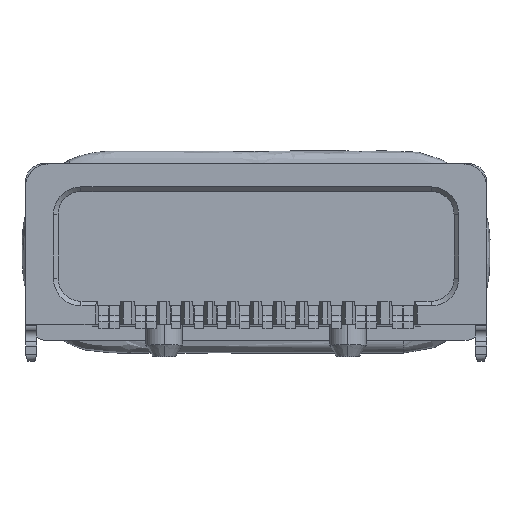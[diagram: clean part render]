
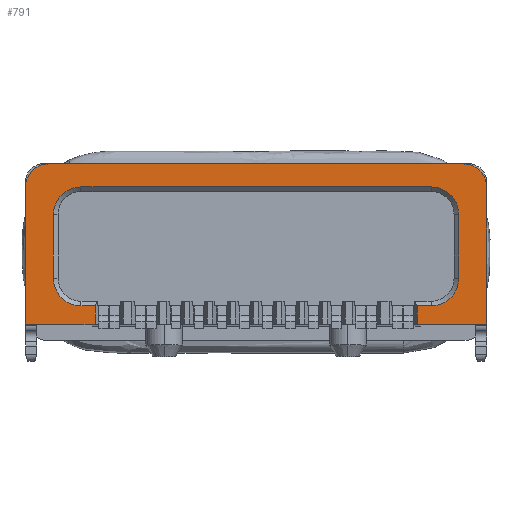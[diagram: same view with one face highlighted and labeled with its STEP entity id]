
A CAD part, top view. The second image highlights one B-rep face of the part: STEP entity #791.
In plain terms, the highlighted planar face has unit normal (0, 0, 1).
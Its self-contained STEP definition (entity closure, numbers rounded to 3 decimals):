
#338=CIRCLE('',#13267,0.6);
#339=CIRCLE('',#13268,0.5);
#340=CIRCLE('',#13269,0.5);
#341=CIRCLE('',#13270,0.6);
#342=CIRCLE('',#13271,0.6);
#343=CIRCLE('',#13272,0.6);
#791=ADVANCED_FACE('',(#1980),#1478,.F.);
#1478=PLANE('',#13273);
#1980=FACE_OUTER_BOUND('',#2659,.T.);
#2659=EDGE_LOOP('',(#3668,#3669,#3670,#3671,#3672,#3673,#3674,#3675,#3676,
#3677,#3678,#3679,#3680,#3681,#3682,#3683,#3684,#3685));
#3668=ORIENTED_EDGE('',*,*,#8705,.T.);
#3669=ORIENTED_EDGE('',*,*,#8706,.T.);
#3670=ORIENTED_EDGE('',*,*,#8707,.T.);
#3671=ORIENTED_EDGE('',*,*,#8644,.F.);
#3672=ORIENTED_EDGE('',*,*,#8708,.T.);
#3673=ORIENTED_EDGE('',*,*,#8709,.T.);
#3674=ORIENTED_EDGE('',*,*,#8703,.F.);
#3675=ORIENTED_EDGE('',*,*,#8710,.T.);
#3676=ORIENTED_EDGE('',*,*,#8711,.F.);
#3677=ORIENTED_EDGE('',*,*,#8630,.F.);
#3678=ORIENTED_EDGE('',*,*,#8712,.T.);
#3679=ORIENTED_EDGE('',*,*,#8713,.T.);
#3680=ORIENTED_EDGE('',*,*,#8714,.T.);
#3681=ORIENTED_EDGE('',*,*,#8715,.T.);
#3682=ORIENTED_EDGE('',*,*,#8716,.T.);
#3683=ORIENTED_EDGE('',*,*,#8717,.T.);
#3684=ORIENTED_EDGE('',*,*,#8718,.T.);
#3685=ORIENTED_EDGE('',*,*,#8719,.T.);
#7382=VERTEX_POINT('',#18141);
#7383=VERTEX_POINT('',#18143);
#7392=VERTEX_POINT('',#18165);
#7393=VERTEX_POINT('',#18167);
#7424=VERTEX_POINT('',#18272);
#7425=VERTEX_POINT('',#18274);
#7426=VERTEX_POINT('',#18278);
#7427=VERTEX_POINT('',#18279);
#7428=VERTEX_POINT('',#18281);
#7429=VERTEX_POINT('',#18284);
#7430=VERTEX_POINT('',#18287);
#7431=VERTEX_POINT('',#18290);
#7432=VERTEX_POINT('',#18292);
#7433=VERTEX_POINT('',#18294);
#7434=VERTEX_POINT('',#18296);
#7435=VERTEX_POINT('',#18298);
#7436=VERTEX_POINT('',#18300);
#7437=VERTEX_POINT('',#18302);
#8630=EDGE_CURVE('',#7382,#7383,#10521,.T.);
#8644=EDGE_CURVE('',#7392,#7393,#10535,.T.);
#8703=EDGE_CURVE('',#7424,#7425,#10582,.T.);
#8705=EDGE_CURVE('',#7426,#7427,#338,.T.);
#8706=EDGE_CURVE('',#7427,#7428,#10584,.T.);
#8707=EDGE_CURVE('',#7428,#7393,#10585,.T.);
#8708=EDGE_CURVE('',#7392,#7429,#10586,.T.);
#8709=EDGE_CURVE('',#7429,#7425,#339,.T.);
#8710=EDGE_CURVE('',#7424,#7430,#340,.T.);
#8711=EDGE_CURVE('',#7383,#7430,#10587,.T.);
#8712=EDGE_CURVE('',#7382,#7431,#10588,.T.);
#8713=EDGE_CURVE('',#7431,#7432,#10589,.T.);
#8714=EDGE_CURVE('',#7432,#7433,#341,.T.);
#8715=EDGE_CURVE('',#7433,#7434,#10590,.T.);
#8716=EDGE_CURVE('',#7434,#7435,#342,.T.);
#8717=EDGE_CURVE('',#7435,#7436,#10591,.T.);
#8718=EDGE_CURVE('',#7436,#7437,#343,.T.);
#8719=EDGE_CURVE('',#7437,#7426,#10592,.T.);
#10521=LINE('',#18142,#11962);
#10535=LINE('',#18166,#11976);
#10582=LINE('',#18273,#12023);
#10584=LINE('',#18280,#12025);
#10585=LINE('',#18282,#12026);
#10586=LINE('',#18283,#12027);
#10587=LINE('',#18288,#12028);
#10588=LINE('',#18289,#12029);
#10589=LINE('',#18291,#12030);
#10590=LINE('',#18295,#12031);
#10591=LINE('',#18299,#12032);
#10592=LINE('',#18303,#12033);
#11962=VECTOR('',#14496,1.);
#11976=VECTOR('',#14510,1.);
#12023=VECTOR('',#14613,1.);
#12025=VECTOR('',#14619,1.);
#12026=VECTOR('',#14620,1.);
#12027=VECTOR('',#14621,1.);
#12028=VECTOR('',#14626,1.);
#12029=VECTOR('',#14627,1.);
#12030=VECTOR('',#14628,1.);
#12031=VECTOR('',#14631,1.);
#12032=VECTOR('',#14634,1.);
#12033=VECTOR('',#14637,1.);
#13267=AXIS2_PLACEMENT_3D('',#18277,#14617,#14618);
#13268=AXIS2_PLACEMENT_3D('',#18285,#14622,#14623);
#13269=AXIS2_PLACEMENT_3D('',#18286,#14624,#14625);
#13270=AXIS2_PLACEMENT_3D('',#18293,#14629,#14630);
#13271=AXIS2_PLACEMENT_3D('',#18297,#14632,#14633);
#13272=AXIS2_PLACEMENT_3D('',#18301,#14635,#14636);
#13273=AXIS2_PLACEMENT_3D('',#18304,#14638,#14639);
#14496=DIRECTION('',(-1.,0.,0.));
#14510=DIRECTION('',(-1.,0.,0.));
#14613=DIRECTION('',(1.,0.,0.));
#14617=DIRECTION('',(0.,0.,-1.));
#14618=DIRECTION('',(-1.,0.,0.));
#14619=DIRECTION('',(-1.,0.,0.));
#14620=DIRECTION('',(0.,-1.,0.));
#14621=DIRECTION('',(0.,1.,0.));
#14622=DIRECTION('',(0.,0.,1.));
#14623=DIRECTION('',(-1.,0.,0.));
#14624=DIRECTION('',(0.,0.,1.));
#14625=DIRECTION('',(-1.,0.,0.));
#14626=DIRECTION('',(0.,1.,0.));
#14627=DIRECTION('',(0.,1.,0.));
#14628=DIRECTION('',(-1.,0.,0.));
#14629=DIRECTION('',(0.,0.,-1.));
#14630=DIRECTION('',(-1.,0.,0.));
#14631=DIRECTION('',(0.,1.,0.));
#14632=DIRECTION('',(0.,0.,-1.));
#14633=DIRECTION('',(-1.,0.,0.));
#14634=DIRECTION('',(1.,0.,0.));
#14635=DIRECTION('',(0.,0.,-1.));
#14636=DIRECTION('',(-1.,0.,0.));
#14637=DIRECTION('',(0.,-1.,0.));
#14638=DIRECTION('',(0.,0.,-1.));
#14639=DIRECTION('',(-1.,0.,0.));
#18141=CARTESIAN_POINT('',(-64.505,-1.58,-23.408));
#18142=CARTESIAN_POINT('',(-56.143,-1.58,-23.408));
#18143=CARTESIAN_POINT('',(-66.02,-1.58,-23.408));
#18165=CARTESIAN_POINT('',(-55.98,-1.58,-23.408));
#18166=CARTESIAN_POINT('',(-56.143,-1.58,-23.408));
#18167=CARTESIAN_POINT('',(-57.495,-1.58,-23.408));
#18272=CARTESIAN_POINT('',(-65.52,1.91,-23.408));
#18273=CARTESIAN_POINT('',(-66.02,1.91,-23.408));
#18274=CARTESIAN_POINT('',(-56.48,1.91,-23.408));
#18277=CARTESIAN_POINT('',(-57.188,-0.58,-23.408));
#18278=CARTESIAN_POINT('',(-56.588,-0.58,-23.408));
#18279=CARTESIAN_POINT('',(-57.188,-1.18,-23.408));
#18280=CARTESIAN_POINT('',(-56.143,-1.18,-23.408));
#18281=CARTESIAN_POINT('',(-57.495,-1.18,-23.408));
#18282=CARTESIAN_POINT('',(-57.495,-1.58,-23.408));
#18283=CARTESIAN_POINT('',(-55.98,0.344,-23.408));
#18284=CARTESIAN_POINT('',(-55.98,1.41,-23.408));
#18285=CARTESIAN_POINT('',(-56.48,1.41,-23.408));
#18286=CARTESIAN_POINT('',(-65.52,1.41,-23.408));
#18287=CARTESIAN_POINT('',(-66.02,1.41,-23.408));
#18288=CARTESIAN_POINT('',(-66.02,-0.344,-23.408));
#18289=CARTESIAN_POINT('',(-64.505,-1.08,-23.408));
#18290=CARTESIAN_POINT('',(-64.505,-1.18,-23.408));
#18291=CARTESIAN_POINT('',(-56.143,-1.18,-23.408));
#18292=CARTESIAN_POINT('',(-64.812,-1.18,-23.408));
#18293=CARTESIAN_POINT('',(-64.812,-0.58,-23.408));
#18294=CARTESIAN_POINT('',(-65.412,-0.58,-23.408));
#18295=CARTESIAN_POINT('',(-65.412,0.81,-23.408));
#18296=CARTESIAN_POINT('',(-65.412,0.81,-23.408));
#18297=CARTESIAN_POINT('',(-64.812,0.81,-23.408));
#18298=CARTESIAN_POINT('',(-64.812,1.41,-23.408));
#18299=CARTESIAN_POINT('',(-57.188,1.41,-23.408));
#18300=CARTESIAN_POINT('',(-57.188,1.41,-23.408));
#18301=CARTESIAN_POINT('',(-57.188,0.81,-23.408));
#18302=CARTESIAN_POINT('',(-56.588,0.81,-23.408));
#18303=CARTESIAN_POINT('',(-56.588,-0.58,-23.408));
#18304=CARTESIAN_POINT('',(-56.143,-1.643,-23.408));
